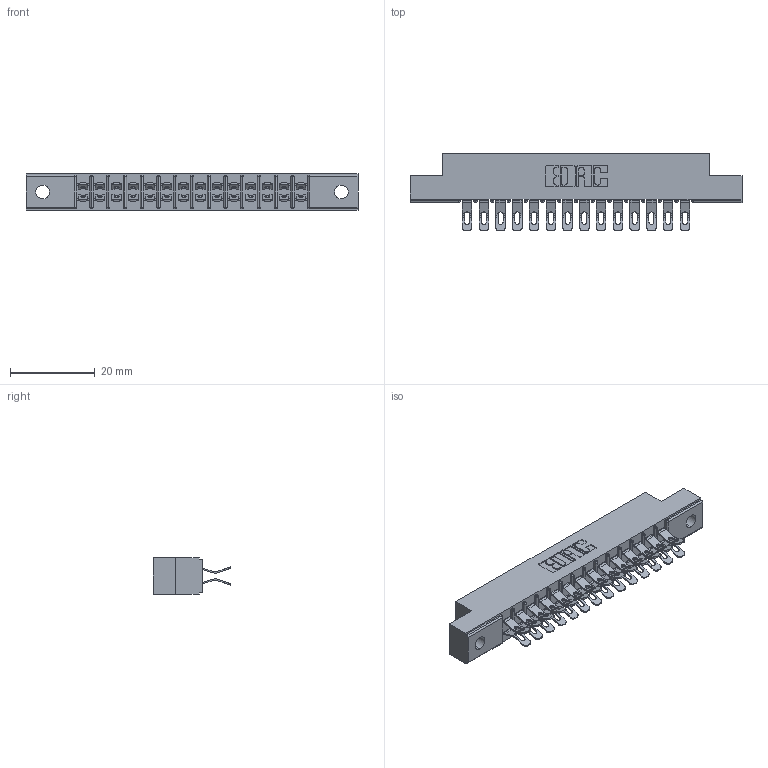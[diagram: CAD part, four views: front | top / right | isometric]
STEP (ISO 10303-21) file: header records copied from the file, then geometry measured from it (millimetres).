
FILE_DESCRIPTION (( 'STEP AP203' ), '1' );
FILE_NAME ('355-028-555-202.STEP', '2019-09-11T06:27:44', ( '' ), ( '' ), 'SwSTEP 2.0', 'SolidWorks 2016', '' );
FILE_SCHEMA (( 'CONFIG_CONTROL_DESIGN' ));
Length unit declared in the file: inch
Products named in the file (3): 305-290-001_555; 305 Part_.128 Dia; 355-028-555-202
Assembly tree (29 placements, depth 2):
  355-028-555-202
    305 Part_.128 Dia
    305-290-001_555  x28
Bounding box: 78.49 x 18.41 x 8.71 mm (x, y, z)
Volume: 4976.6 mm3; surface area: 9161.8 mm2
Topology: 29 solids, 29 shells, 1964 faces, 5846 edges, 3820 vertices
Faces by surface type: plane 964, cylinder 944, sphere 56
Entity records: 19193 total; most frequent: CARTESIAN_POINT 3194, ORIENTED_EDGE 3156, DIRECTION 3106, EDGE_CURVE 1578, LINE 1226, VECTOR 1226, VERTEX_POINT 1012, AXIS2_PLACEMENT_3D 940
